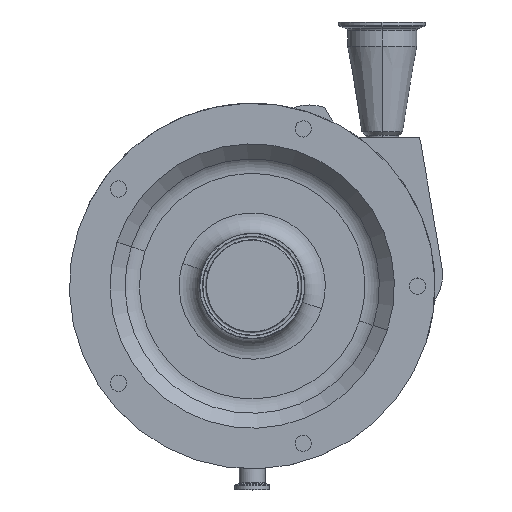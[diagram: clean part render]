
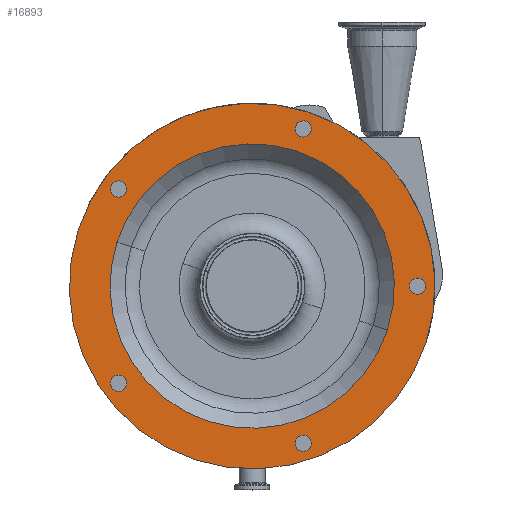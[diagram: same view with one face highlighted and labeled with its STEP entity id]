
A CAD part, top view. The second image highlights one B-rep face of the part: STEP entity #16893.
In plain terms, the highlighted planar face has unit normal (0, 0, 1).
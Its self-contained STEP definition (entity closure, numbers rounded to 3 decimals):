
#19 = CARTESIAN_POINT ( 'NONE',  ( 37.7, -116.029, 241. ) ) ;
#87 = CARTESIAN_POINT ( 'NONE',  ( 0., 0., 241. ) ) ;
#95 = DIRECTION ( 'NONE',  ( 0.951, -0.309, 0. ) ) ;
#105 = AXIS2_PLACEMENT_3D ( 'NONE', #9448, #6302, #4784 ) ;
#331 = DIRECTION ( 'NONE',  ( 0.951, -0.309, 0. ) ) ;
#504 = CIRCLE ( 'NONE', #2960, 6. ) ;
#519 = AXIS2_PLACEMENT_3D ( 'NONE', #5295, #11111, #16975 ) ;
#615 = EDGE_LOOP ( 'NONE', ( #3871, #14707 ) ) ;
#667 = EDGE_CURVE ( 'NONE', #10110, #3261, #14031, .T. ) ;
#832 = EDGE_LOOP ( 'NONE', ( #9495, #18441 ) ) ;
#923 = DIRECTION ( 'NONE',  ( -0.588, 0.809, 0. ) ) ;
#932 = CARTESIAN_POINT ( 'NONE',  ( 99.861, -32.447, 241. ) ) ;
#1013 = EDGE_CURVE ( 'NONE', #15027, #4810, #16475, .T. ) ;
#1514 = AXIS2_PLACEMENT_3D ( 'NONE', #1986, #10859, #12206 ) ;
#1534 = DIRECTION ( 'NONE',  ( 0.951, -0.309, 0. ) ) ;
#1949 = PLANE ( 'NONE',  #12291 ) ;
#1986 = CARTESIAN_POINT ( 'NONE',  ( 122., 0., 241. ) ) ;
#1998 = EDGE_CURVE ( 'NONE', #7374, #9210, #4606, .T. ) ;
#2142 = CARTESIAN_POINT ( 'NONE',  ( 37.7, -116.029, 241. ) ) ;
#2145 = FACE_BOUND ( 'NONE', #14569, .T. ) ;
#2161 = DIRECTION ( 'NONE',  ( 0., 0., 1. ) ) ;
#2556 = CIRCLE ( 'NONE', #105, 6. ) ;
#2666 = VERTEX_POINT ( 'NONE', #13417 ) ;
#2679 = CARTESIAN_POINT ( 'NONE',  ( 31.994, -117.883, 241. ) ) ;
#2960 = AXIS2_PLACEMENT_3D ( 'NONE', #18150, #6750, #5050 ) ;
#2982 = EDGE_CURVE ( 'NONE', #9210, #7374, #10913, .T. ) ;
#3003 = VERTEX_POINT ( 'NONE', #8978 ) ;
#3177 = CARTESIAN_POINT ( 'NONE',  ( -99.861, 32.447, 241. ) ) ;
#3261 = VERTEX_POINT ( 'NONE', #5544 ) ;
#3586 = FACE_BOUND ( 'NONE', #6874, .T. ) ;
#3768 = FACE_BOUND ( 'NONE', #615, .T. ) ;
#3871 = ORIENTED_EDGE ( 'NONE', *, *, #18534, .F. ) ;
#3875 = ORIENTED_EDGE ( 'NONE', *, *, #667, .F. ) ;
#4147 = DIRECTION ( 'NONE',  ( 0.951, -0.309, 0. ) ) ;
#4213 = VERTEX_POINT ( 'NONE', #12274 ) ;
#4393 = AXIS2_PLACEMENT_3D ( 'NONE', #9766, #15608, #4147 ) ;
#4438 = CARTESIAN_POINT ( 'NONE',  ( -102.227, -66.856, 241. ) ) ;
#4606 = CIRCLE ( 'NONE', #9764, 105. ) ;
#4748 = AXIS2_PLACEMENT_3D ( 'NONE', #9762, #17236, #15701 ) ;
#4784 = DIRECTION ( 'NONE',  ( -0.588, 0.809, 0. ) ) ;
#4810 = VERTEX_POINT ( 'NONE', #18929 ) ;
#4960 = EDGE_CURVE ( 'NONE', #2666, #17676, #18195, .T. ) ;
#4980 = AXIS2_PLACEMENT_3D ( 'NONE', #11893, #14961, #331 ) ;
#5050 = DIRECTION ( 'NONE',  ( 0., -1., 0. ) ) ;
#5053 = VERTEX_POINT ( 'NONE', #4438 ) ;
#5116 = FACE_BOUND ( 'NONE', #832, .T. ) ;
#5201 = CARTESIAN_POINT ( 'NONE',  ( 12.052, 37.091, 241. ) ) ;
#5265 = ORIENTED_EDGE ( 'NONE', *, *, #1013, .F. ) ;
#5295 = CARTESIAN_POINT ( 'NONE',  ( 0., 0., 241. ) ) ;
#5495 = EDGE_CURVE ( 'NONE', #4810, #15027, #504, .T. ) ;
#5537 = ORIENTED_EDGE ( 'NONE', *, *, #14420, .F. ) ;
#5544 = CARTESIAN_POINT ( 'NONE',  ( 31.994, 117.883, 241. ) ) ;
#5997 = EDGE_CURVE ( 'NONE', #3003, #12364, #13040, .T. ) ;
#6194 = CIRCLE ( 'NONE', #15650, 6. ) ;
#6254 = FACE_OUTER_BOUND ( 'NONE', #10477, .T. ) ;
#6302 = DIRECTION ( 'NONE',  ( 0., 0., 1. ) ) ;
#6357 = AXIS2_PLACEMENT_3D ( 'NONE', #87, #11937, #1534 ) ;
#6365 = DIRECTION ( 'NONE',  ( 0.588, 0.809, 0. ) ) ;
#6444 = DIRECTION ( 'NONE',  ( 0., 0., 1. ) ) ;
#6472 = EDGE_LOOP ( 'NONE', ( #5537, #12294 ) ) ;
#6632 = FACE_BOUND ( 'NONE', #9101, .T. ) ;
#6750 = DIRECTION ( 'NONE',  ( 0., 0., 1. ) ) ;
#6874 = EDGE_LOOP ( 'NONE', ( #3875, #13069 ) ) ;
#7357 = DIRECTION ( 'NONE',  ( 0., 0., 1. ) ) ;
#7374 = VERTEX_POINT ( 'NONE', #932 ) ;
#7455 = AXIS2_PLACEMENT_3D ( 'NONE', #2142, #11098, #8240 ) ;
#8180 = ORIENTED_EDGE ( 'NONE', *, *, #2982, .F. ) ;
#8240 = DIRECTION ( 'NONE',  ( -0.951, -0.309, 0. ) ) ;
#8725 = DIRECTION ( 'NONE',  ( 0., 0., 1. ) ) ;
#8978 = CARTESIAN_POINT ( 'NONE',  ( 128.393, -41.717, 241. ) ) ;
#9101 = EDGE_LOOP ( 'NONE', ( #5265, #16994 ) ) ;
#9210 = VERTEX_POINT ( 'NONE', #3177 ) ;
#9323 = CARTESIAN_POINT ( 'NONE',  ( -98.7, 71.71, 241. ) ) ;
#9448 = CARTESIAN_POINT ( 'NONE',  ( -98.7, -71.71, 241. ) ) ;
#9495 = ORIENTED_EDGE ( 'NONE', *, *, #11133, .F. ) ;
#9750 = VERTEX_POINT ( 'NONE', #16160 ) ;
#9762 = CARTESIAN_POINT ( 'NONE',  ( -98.7, 71.71, 241. ) ) ;
#9764 = AXIS2_PLACEMENT_3D ( 'NONE', #10218, #7357, #95 ) ;
#9766 = CARTESIAN_POINT ( 'NONE',  ( 0., 0., 241. ) ) ;
#10110 = VERTEX_POINT ( 'NONE', #17352 ) ;
#10146 = CIRCLE ( 'NONE', #4980, 6. ) ;
#10218 = CARTESIAN_POINT ( 'NONE',  ( 0., 0., 241. ) ) ;
#10477 = EDGE_LOOP ( 'NONE', ( #13317, #12111 ) ) ;
#10859 = DIRECTION ( 'NONE',  ( 0., 0., 1. ) ) ;
#10913 = CIRCLE ( 'NONE', #6357, 105. ) ;
#10922 = DIRECTION ( 'NONE',  ( 0., 0., -1. ) ) ;
#11098 = DIRECTION ( 'NONE',  ( 0., 0., 1. ) ) ;
#11111 = DIRECTION ( 'NONE',  ( 0., 0., 1. ) ) ;
#11133 = EDGE_CURVE ( 'NONE', #9750, #4213, #17563, .T. ) ;
#11273 = DIRECTION ( 'NONE',  ( 0.951, -0.309, 0. ) ) ;
#11358 = EDGE_CURVE ( 'NONE', #4213, #9750, #6194, .T. ) ;
#11893 = CARTESIAN_POINT ( 'NONE',  ( 37.7, 116.029, 241. ) ) ;
#11937 = DIRECTION ( 'NONE',  ( 0., 0., 1. ) ) ;
#12033 = CIRCLE ( 'NONE', #7455, 6. ) ;
#12079 = DIRECTION ( 'NONE',  ( 0., -1., 0. ) ) ;
#12085 = CARTESIAN_POINT ( 'NONE',  ( 37.7, 116.029, 241. ) ) ;
#12111 = ORIENTED_EDGE ( 'NONE', *, *, #17192, .T. ) ;
#12206 = DIRECTION ( 'NONE',  ( 0., -1., 0. ) ) ;
#12274 = CARTESIAN_POINT ( 'NONE',  ( -102.227, 66.856, 241. ) ) ;
#12291 = AXIS2_PLACEMENT_3D ( 'NONE', #5201, #10922, #12079 ) ;
#12294 = ORIENTED_EDGE ( 'NONE', *, *, #4960, .F. ) ;
#12332 = CIRCLE ( 'NONE', #12640, 6. ) ;
#12358 = AXIS2_PLACEMENT_3D ( 'NONE', #19, #8725, #14566 ) ;
#12364 = VERTEX_POINT ( 'NONE', #16342 ) ;
#12640 = AXIS2_PLACEMENT_3D ( 'NONE', #12917, #18423, #923 ) ;
#12917 = CARTESIAN_POINT ( 'NONE',  ( -98.7, -71.71, 241. ) ) ;
#13040 = CIRCLE ( 'NONE', #519, 135. ) ;
#13069 = ORIENTED_EDGE ( 'NONE', *, *, #16795, .F. ) ;
#13204 = CIRCLE ( 'NONE', #4393, 135. ) ;
#13317 = ORIENTED_EDGE ( 'NONE', *, *, #5997, .T. ) ;
#13417 = CARTESIAN_POINT ( 'NONE',  ( 43.406, -114.175, 241. ) ) ;
#13613 = FACE_BOUND ( 'NONE', #6472, .T. ) ;
#14031 = CIRCLE ( 'NONE', #18004, 6. ) ;
#14420 = EDGE_CURVE ( 'NONE', #17676, #2666, #12033, .T. ) ;
#14566 = DIRECTION ( 'NONE',  ( -0.951, -0.309, 0. ) ) ;
#14569 = EDGE_LOOP ( 'NONE', ( #17671, #8180 ) ) ;
#14707 = ORIENTED_EDGE ( 'NONE', *, *, #18061, .F. ) ;
#14961 = DIRECTION ( 'NONE',  ( 0., 0., 1. ) ) ;
#15027 = VERTEX_POINT ( 'NONE', #15267 ) ;
#15267 = CARTESIAN_POINT ( 'NONE',  ( 122., -6., 241. ) ) ;
#15461 = VERTEX_POINT ( 'NONE', #15726 ) ;
#15608 = DIRECTION ( 'NONE',  ( 0., 0., 1. ) ) ;
#15650 = AXIS2_PLACEMENT_3D ( 'NONE', #9323, #2161, #6365 ) ;
#15701 = DIRECTION ( 'NONE',  ( 0.588, 0.809, 0. ) ) ;
#15726 = CARTESIAN_POINT ( 'NONE',  ( -95.173, -76.564, 241. ) ) ;
#16160 = CARTESIAN_POINT ( 'NONE',  ( -95.173, 76.564, 241. ) ) ;
#16342 = CARTESIAN_POINT ( 'NONE',  ( -128.393, 41.717, 241. ) ) ;
#16475 = CIRCLE ( 'NONE', #1514, 6. ) ;
#16795 = EDGE_CURVE ( 'NONE', #3261, #10110, #10146, .T. ) ;
#16893 = ADVANCED_FACE ( 'NONE', ( #6254, #6632, #13613, #3768, #5116, #3586, #2145 ), #1949, .F. ) ;
#16975 = DIRECTION ( 'NONE',  ( 0.951, -0.309, 0. ) ) ;
#16994 = ORIENTED_EDGE ( 'NONE', *, *, #5495, .F. ) ;
#17192 = EDGE_CURVE ( 'NONE', #12364, #3003, #13204, .T. ) ;
#17236 = DIRECTION ( 'NONE',  ( 0., 0., 1. ) ) ;
#17352 = CARTESIAN_POINT ( 'NONE',  ( 43.406, 114.175, 241. ) ) ;
#17563 = CIRCLE ( 'NONE', #4748, 6. ) ;
#17671 = ORIENTED_EDGE ( 'NONE', *, *, #1998, .F. ) ;
#17676 = VERTEX_POINT ( 'NONE', #2679 ) ;
#18004 = AXIS2_PLACEMENT_3D ( 'NONE', #12085, #6444, #11273 ) ;
#18061 = EDGE_CURVE ( 'NONE', #15461, #5053, #2556, .T. ) ;
#18150 = CARTESIAN_POINT ( 'NONE',  ( 122., 0., 241. ) ) ;
#18195 = CIRCLE ( 'NONE', #12358, 6. ) ;
#18423 = DIRECTION ( 'NONE',  ( 0., 0., 1. ) ) ;
#18441 = ORIENTED_EDGE ( 'NONE', *, *, #11358, .F. ) ;
#18534 = EDGE_CURVE ( 'NONE', #5053, #15461, #12332, .T. ) ;
#18929 = CARTESIAN_POINT ( 'NONE',  ( 122., 6., 241. ) ) ;
